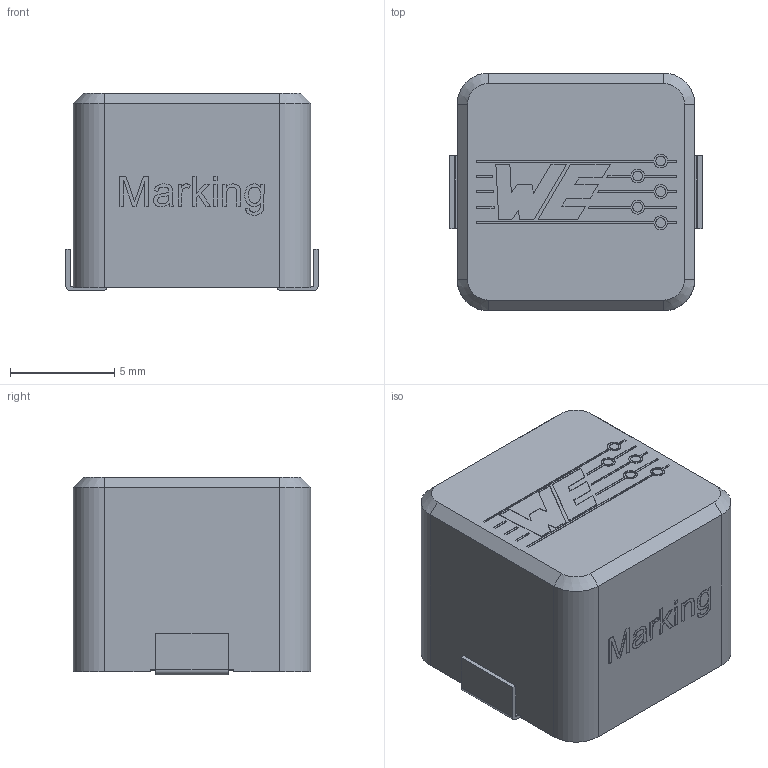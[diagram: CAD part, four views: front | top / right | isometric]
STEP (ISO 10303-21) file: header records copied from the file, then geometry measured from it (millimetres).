
FILE_DESCRIPTION(/* description */ ('Unknown'),/* implementation_level */ '2;1');
FILE_NAME(/* name */ 'L_Wurth_WE-HCC-1210',/* time_stamp */ '2023-02-01T16:58:18+08:00',/* author */ ('Unknown'),/* organization */ ('Unknown'),/* preprocessor_version */ 'ST-DEVELOPER v16.7',/* originating_system */ 'Solid Edge',/* authorisation */ 'Unknown');
FILE_SCHEMA (('AUTOMOTIVE_DESIGN {1 0 10303 214 3 1 1}'));
Length unit declared in the file: millimetre
Products named in the file (1): L_Wurth_WE-HCC-1210
Bounding box: 12.1 x 11.4 x 9.5 mm (x, y, z)
Volume: 913 mm3; surface area: 1352.4 mm2
Topology: 1 solids, 1 shells, 251 faces, 644 edges, 424 vertices
Faces by surface type: plane 191, cylinder 41, bspline 15, cone 4
Full cylindrical faces by diameter (mm): 0.469 x5, 1.48 x2, 1.5 x2, 4.5 x1
Entity records: 10219 total; most frequent: CARTESIAN_POINT 2400, ORIENTED_EDGE 1260, DIRECTION 1156, EDGE_CURVE 630, LINE 510, VECTOR 510, VERTEX_POINT 422, AXIS2_PLACEMENT_3D 323
